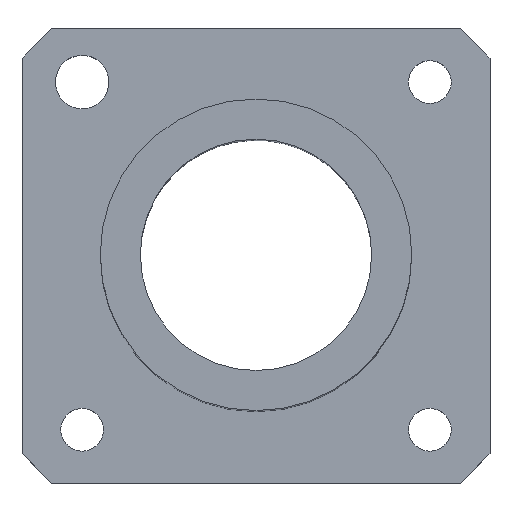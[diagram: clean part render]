
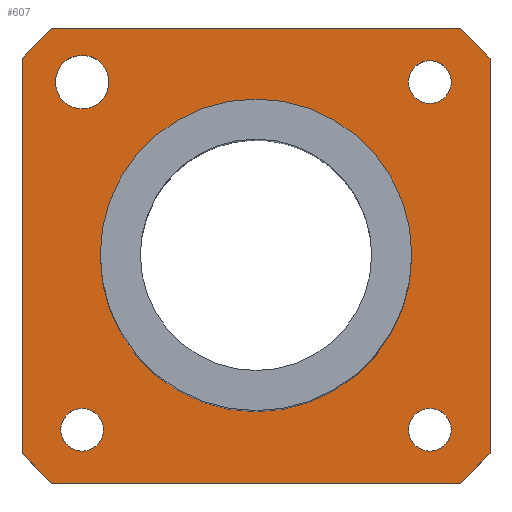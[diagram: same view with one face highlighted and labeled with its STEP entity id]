
A CAD part, top view. The second image highlights one B-rep face of the part: STEP entity #607.
In plain terms, the highlighted planar face has unit normal (0, 0, 1).
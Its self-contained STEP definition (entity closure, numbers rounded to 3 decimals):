
#20=FACE_BOUND('',#109,.T.);
#21=FACE_BOUND('',#110,.T.);
#22=FACE_BOUND('',#111,.T.);
#23=FACE_BOUND('',#112,.T.);
#24=FACE_BOUND('',#113,.T.);
#30=CIRCLE('',#641,11.65);
#34=CIRCLE('',#653,2.);
#35=CIRCLE('',#655,1.6);
#36=CIRCLE('',#657,1.6);
#37=CIRCLE('',#659,1.6);
#73=FACE_OUTER_BOUND('',#108,.T.);
#108=EDGE_LOOP('',(#524,#525,#526,#527,#528,#529,#530,#531));
#109=EDGE_LOOP('',(#532));
#110=EDGE_LOOP('',(#533));
#111=EDGE_LOOP('',(#534));
#112=EDGE_LOOP('',(#535));
#113=EDGE_LOOP('',(#536));
#131=LINE('',#882,#197);
#165=LINE('',#973,#231);
#167=LINE('',#976,#233);
#168=LINE('',#979,#234);
#171=LINE('',#985,#237);
#173=LINE('',#989,#239);
#175=LINE('',#992,#241);
#176=LINE('',#994,#242);
#197=VECTOR('',#704,10.);
#231=VECTOR('',#788,10.);
#233=VECTOR('',#792,10.);
#234=VECTOR('',#795,10.);
#237=VECTOR('',#800,10.);
#239=VECTOR('',#804,10.);
#241=VECTOR('',#808,10.);
#242=VECTOR('',#811,10.);
#267=VERTEX_POINT('',#879);
#268=VERTEX_POINT('',#881);
#280=VERTEX_POINT('',#909);
#295=VERTEX_POINT('',#954);
#296=VERTEX_POINT('',#958);
#297=VERTEX_POINT('',#962);
#298=VERTEX_POINT('',#966);
#299=VERTEX_POINT('',#970);
#300=VERTEX_POINT('',#972);
#301=VERTEX_POINT('',#978);
#302=VERTEX_POINT('',#982);
#303=VERTEX_POINT('',#984);
#304=VERTEX_POINT('',#988);
#328=EDGE_CURVE('',#268,#267,#131,.T.);
#343=EDGE_CURVE('',#280,#280,#30,.T.);
#364=EDGE_CURVE('',#295,#295,#34,.T.);
#366=EDGE_CURVE('',#296,#296,#35,.T.);
#368=EDGE_CURVE('',#297,#297,#36,.T.);
#370=EDGE_CURVE('',#298,#298,#37,.T.);
#373=EDGE_CURVE('',#300,#299,#165,.T.);
#375=EDGE_CURVE('',#267,#300,#167,.T.);
#376=EDGE_CURVE('',#301,#268,#168,.T.);
#379=EDGE_CURVE('',#303,#302,#171,.T.);
#381=EDGE_CURVE('',#304,#303,#173,.T.);
#383=EDGE_CURVE('',#299,#304,#175,.T.);
#384=EDGE_CURVE('',#302,#301,#176,.T.);
#524=ORIENTED_EDGE('',*,*,#383,.T.);
#525=ORIENTED_EDGE('',*,*,#381,.T.);
#526=ORIENTED_EDGE('',*,*,#379,.T.);
#527=ORIENTED_EDGE('',*,*,#384,.T.);
#528=ORIENTED_EDGE('',*,*,#376,.T.);
#529=ORIENTED_EDGE('',*,*,#328,.T.);
#530=ORIENTED_EDGE('',*,*,#375,.T.);
#531=ORIENTED_EDGE('',*,*,#373,.T.);
#532=ORIENTED_EDGE('',*,*,#343,.T.);
#533=ORIENTED_EDGE('',*,*,#370,.T.);
#534=ORIENTED_EDGE('',*,*,#368,.T.);
#535=ORIENTED_EDGE('',*,*,#366,.T.);
#536=ORIENTED_EDGE('',*,*,#364,.T.);
#577=PLANE('',#666);
#607=ADVANCED_FACE('',(#73,#20,#21,#22,#23,#24),#577,.T.);
#641=AXIS2_PLACEMENT_3D('',#911,#726,#727);
#653=AXIS2_PLACEMENT_3D('',#955,#767,#768);
#655=AXIS2_PLACEMENT_3D('',#959,#772,#773);
#657=AXIS2_PLACEMENT_3D('',#963,#777,#778);
#659=AXIS2_PLACEMENT_3D('',#967,#782,#783);
#666=AXIS2_PLACEMENT_3D('',#993,#809,#810);
#704=DIRECTION('',(0.,1.,0.));
#726=DIRECTION('center_axis',(0.,0.,-1.));
#727=DIRECTION('ref_axis',(-1.,0.,0.));
#767=DIRECTION('center_axis',(0.,0.,-1.));
#768=DIRECTION('ref_axis',(-1.,0.,0.));
#772=DIRECTION('center_axis',(0.,0.,-1.));
#773=DIRECTION('ref_axis',(-1.,0.,0.));
#777=DIRECTION('center_axis',(0.,0.,-1.));
#778=DIRECTION('ref_axis',(-1.,0.,0.));
#782=DIRECTION('center_axis',(0.,0.,-1.));
#783=DIRECTION('ref_axis',(-1.,0.,0.));
#788=DIRECTION('',(-1.,0.,0.));
#792=DIRECTION('',(-0.707,0.707,0.));
#795=DIRECTION('',(0.707,0.707,0.));
#800=DIRECTION('',(0.707,-0.707,0.));
#804=DIRECTION('',(0.,-1.,0.));
#808=DIRECTION('',(-0.707,-0.707,0.));
#809=DIRECTION('center_axis',(0.,0.,1.));
#810=DIRECTION('ref_axis',(-1.,0.,0.));
#811=DIRECTION('',(1.,0.,0.));
#879=CARTESIAN_POINT('',(17.5,14.8,3.));
#881=CARTESIAN_POINT('',(17.5,-14.8,3.));
#882=CARTESIAN_POINT('',(17.5,-14.8,3.));
#909=CARTESIAN_POINT('',(11.65,0.,3.));
#911=CARTESIAN_POINT('Origin',(0.,0.,3.));
#954=CARTESIAN_POINT('',(-11.,13.,3.));
#955=CARTESIAN_POINT('Origin',(-13.,13.,3.));
#958=CARTESIAN_POINT('',(-11.4,-13.,3.));
#959=CARTESIAN_POINT('Origin',(-13.,-13.,3.));
#962=CARTESIAN_POINT('',(14.6,-13.,3.));
#963=CARTESIAN_POINT('Origin',(13.,-13.,3.));
#966=CARTESIAN_POINT('',(14.6,13.,3.));
#967=CARTESIAN_POINT('Origin',(13.,13.,3.));
#970=CARTESIAN_POINT('',(-15.3,17.,3.));
#972=CARTESIAN_POINT('',(15.3,17.,3.));
#973=CARTESIAN_POINT('',(15.3,17.,3.));
#976=CARTESIAN_POINT('',(17.5,14.8,3.));
#978=CARTESIAN_POINT('',(15.3,-17.,3.));
#979=CARTESIAN_POINT('',(15.3,-17.,3.));
#982=CARTESIAN_POINT('',(-15.3,-17.,3.));
#984=CARTESIAN_POINT('',(-17.5,-14.8,3.));
#985=CARTESIAN_POINT('',(-17.5,-14.8,3.));
#988=CARTESIAN_POINT('',(-17.5,14.8,3.));
#989=CARTESIAN_POINT('',(-17.5,14.8,3.));
#992=CARTESIAN_POINT('',(-15.3,17.,3.));
#993=CARTESIAN_POINT('Origin',(0.,0.,3.));
#994=CARTESIAN_POINT('',(-15.3,-17.,3.));
